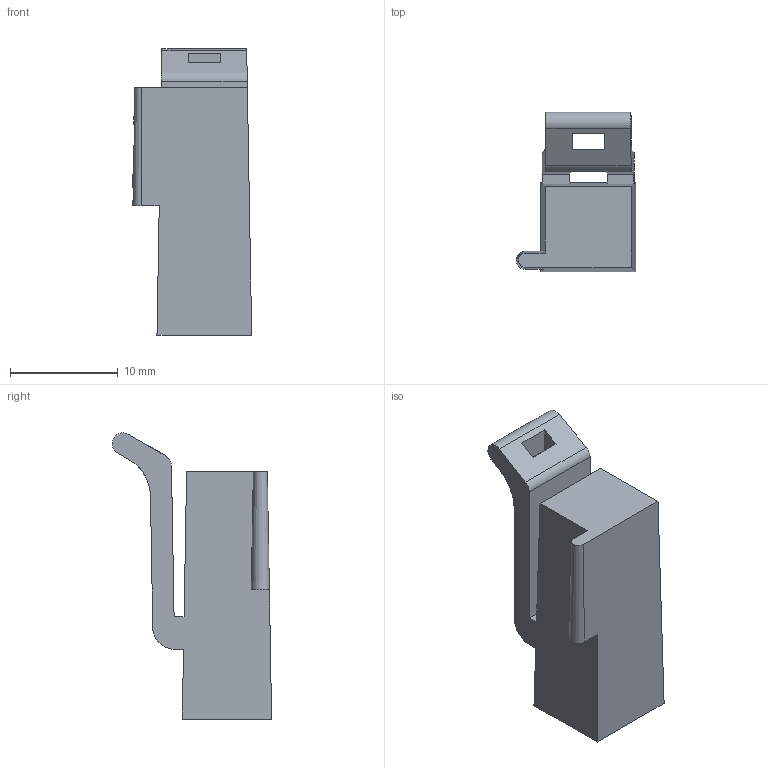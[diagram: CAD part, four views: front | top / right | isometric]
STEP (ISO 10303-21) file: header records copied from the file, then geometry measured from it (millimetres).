
FILE_DESCRIPTION(/* description */ (''),/* implementation_level */ '2;1');
FILE_NAME(/* name */ '12059884-ENV11_05-CONN.stp',/* time_stamp */ '2023-07-12T09:44:05+08:00',/* author */ (''),/* organization */ (''),/* preprocessor_version */ 'ST-DEVELOPER v16',/* originating_system */ 'SIEMENS PLM Software NX 11.0',/* authorisation */ '');
FILE_SCHEMA (('AUTOMOTIVE_DESIGN { 1 0 10303 214 3 1 1 1 }'));
Length unit declared in the file: millimetre
Products named in the file (1): 12059884-ENV11_05-CONN
Bounding box: 11.09 x 14.8 x 26.6 mm (x, y, z)
Volume: 1827.2 mm3; surface area: 1365.8 mm2
Topology: 1 solids, 1 shells, 28 faces, 87 edges, 58 vertices
Faces by surface type: plane 22, cylinder 5, cone 1
Entity records: 997 total; most frequent: ORIENTED_EDGE 174, CARTESIAN_POINT 174, DIRECTION 159, EDGE_CURVE 87, LINE 73, VECTOR 73, VERTEX_POINT 58, AXIS2_PLACEMENT_3D 43
